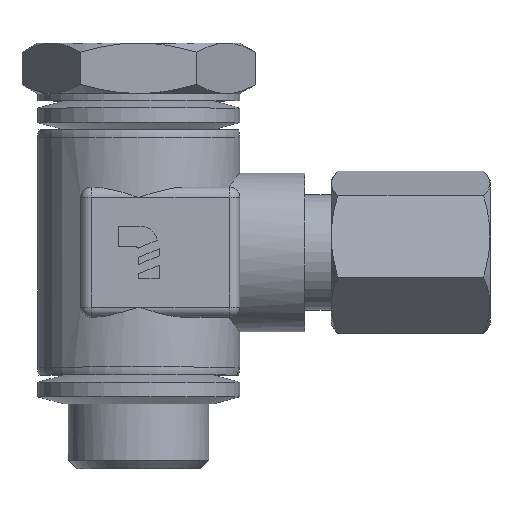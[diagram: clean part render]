
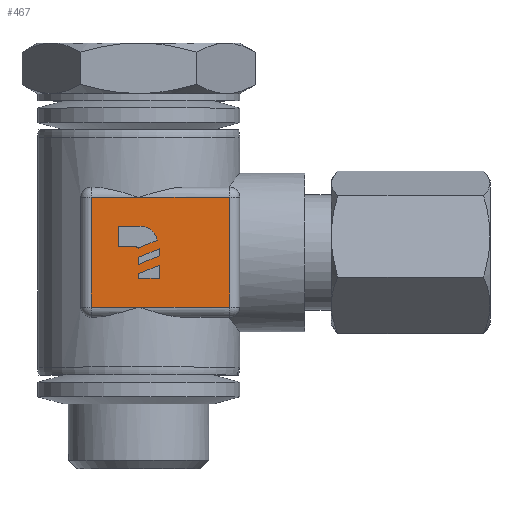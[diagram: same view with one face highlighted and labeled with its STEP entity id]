
A CAD part, top view. The second image highlights one B-rep face of the part: STEP entity #467.
In plain terms, the highlighted planar face has unit normal (0, 0, 1).
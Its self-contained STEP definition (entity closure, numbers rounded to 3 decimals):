
#467=ADVANCED_FACE('',(#1355,#1356,#1357,#1358),#1359,.T.);
#1355=FACE_OUTER_BOUND('',#7613,.T.);
#1356=FACE_BOUND('',#7614,.T.);
#1357=FACE_BOUND('',#7615,.T.);
#1358=FACE_BOUND('',#7616,.T.);
#1359=PLANE('',#7617);
#7613=EDGE_LOOP('',(#10958,#10959,#10960,#10961,#10962,#10963));
#7614=EDGE_LOOP('',(#10964,#10965,#10966,#10967));
#7615=EDGE_LOOP('',(#10968,#10969,#10970,#10971));
#7616=EDGE_LOOP('',(#10972,#10973,#10974,#10975,#10976,#10977));
#7617=AXIS2_PLACEMENT_3D('',#10978,#10979,#10980);
#10958=ORIENTED_EDGE('',*,*,#12175,.T.);
#10959=ORIENTED_EDGE('',*,*,#12174,.F.);
#10960=ORIENTED_EDGE('',*,*,#12173,.F.);
#10961=ORIENTED_EDGE('',*,*,#12172,.F.);
#10962=ORIENTED_EDGE('',*,*,#12171,.F.);
#10963=ORIENTED_EDGE('',*,*,#12170,.F.);
#10964=ORIENTED_EDGE('',*,*,#12169,.F.);
#10965=ORIENTED_EDGE('',*,*,#12168,.F.);
#10966=ORIENTED_EDGE('',*,*,#12166,.F.);
#10967=ORIENTED_EDGE('',*,*,#12164,.F.);
#10968=ORIENTED_EDGE('',*,*,#12161,.F.);
#10969=ORIENTED_EDGE('',*,*,#12160,.F.);
#10970=ORIENTED_EDGE('',*,*,#12158,.F.);
#10971=ORIENTED_EDGE('',*,*,#12156,.F.);
#10972=ORIENTED_EDGE('',*,*,#12179,.F.);
#10973=ORIENTED_EDGE('',*,*,#12182,.F.);
#10974=ORIENTED_EDGE('',*,*,#12185,.F.);
#10975=ORIENTED_EDGE('',*,*,#12186,.T.);
#10976=ORIENTED_EDGE('',*,*,#12187,.F.);
#10977=ORIENTED_EDGE('',*,*,#12188,.F.);
#10978=CARTESIAN_POINT('',(-4.0,-4.5,7.0));
#10979=DIRECTION('',(0.0,0.0,1.0));
#10980=DIRECTION('',(1.0,-0.0,0.0));
#12156=EDGE_CURVE('',#14151,#14149,#14153,.T.);
#12158=EDGE_CURVE('',#14149,#14154,#14156,.T.);
#12160=EDGE_CURVE('',#14154,#14157,#14159,.T.);
#12161=EDGE_CURVE('',#14157,#14151,#14160,.T.);
#12164=EDGE_CURVE('',#14163,#14161,#14165,.T.);
#12166=EDGE_CURVE('',#14161,#14166,#14168,.T.);
#12168=EDGE_CURVE('',#14166,#14169,#14171,.T.);
#12169=EDGE_CURVE('',#14169,#14163,#14172,.T.);
#12170=EDGE_CURVE('',#14146,#14139,#14173,.T.);
#12171=EDGE_CURVE('',#14139,#14123,#14174,.T.);
#12172=EDGE_CURVE('',#14123,#14126,#14175,.T.);
#12173=EDGE_CURVE('',#14126,#14135,#14176,.T.);
#12174=EDGE_CURVE('',#14135,#14142,#14177,.T.);
#12175=EDGE_CURVE('',#14146,#14142,#14178,.T.);
#12179=EDGE_CURVE('',#14184,#14179,#14186,.T.);
#12182=EDGE_CURVE('',#14189,#14184,#14191,.T.);
#12185=EDGE_CURVE('',#14194,#14189,#14196,.T.);
#12186=EDGE_CURVE('',#14194,#14197,#14198,.T.);
#12187=EDGE_CURVE('',#14199,#14197,#14200,.T.);
#12188=EDGE_CURVE('',#14179,#14199,#14201,.T.);
#14123=VERTEX_POINT('',#21281);
#14126=VERTEX_POINT('',#21284);
#14135=VERTEX_POINT('',#21295);
#14139=VERTEX_POINT('',#21318);
#14142=VERTEX_POINT('',#21339);
#14146=VERTEX_POINT('',#21344);
#14149=VERTEX_POINT('',#21347);
#14151=VERTEX_POINT('',#21350);
#14153=LINE('',#21353,#21354);
#14154=VERTEX_POINT('',#21355);
#14156=LINE('',#21358,#21359);
#14157=VERTEX_POINT('',#21360);
#14159=LINE('',#21363,#21364);
#14160=LINE('',#21365,#21366);
#14161=VERTEX_POINT('',#21367);
#14163=VERTEX_POINT('',#21370);
#14165=LINE('',#21373,#21374);
#14166=VERTEX_POINT('',#21375);
#14168=LINE('',#21378,#21379);
#14169=VERTEX_POINT('',#21380);
#14171=LINE('',#21383,#21384);
#14172=LINE('',#21385,#21386);
#14173=LINE('',#21387,#21388);
#14174=LINE('',#21389,#21390);
#14175=LINE('',#21391,#21392);
#14176=LINE('',#21393,#21394);
#14177=LINE('',#21395,#21396);
#14178=LINE('',#21397,#21398);
#14179=VERTEX_POINT('',#21399);
#14184=VERTEX_POINT('',#21406);
#14186=LINE('',#21409,#21410);
#14189=VERTEX_POINT('',#21413);
#14191=CIRCLE('',#21416,1.13);
#14194=VERTEX_POINT('',#21420);
#14196=LINE('',#21423,#21424);
#14197=VERTEX_POINT('',#21425);
#14198=CIRCLE('',#21426,0.3);
#14199=VERTEX_POINT('',#21427);
#14200=LINE('',#21428,#21429);
#14201=LINE('',#21430,#21431);
#21281=CARTESIAN_POINT('',(6.3,3.8,7.0));
#21284=CARTESIAN_POINT('',(6.3,-3.8,7.0));
#21295=CARTESIAN_POINT('',(0.0,-3.8,7.0));
#21318=CARTESIAN_POINT('',(0.0,3.8,7.0));
#21339=CARTESIAN_POINT('',(-3.3,-3.8,7.0));
#21344=CARTESIAN_POINT('',(-3.3,3.8,7.0));
#21347=CARTESIAN_POINT('',(1.43,0.243,7.0));
#21350=CARTESIAN_POINT('',(1.43,-0.245,7.0));
#21353=CARTESIAN_POINT('',(1.43,-0.245,7.0));
#21354=VECTOR('',#22928,0.488);
#21355=CARTESIAN_POINT('',(0.0,-0.357,7.0));
#21358=CARTESIAN_POINT('',(1.43,0.243,7.0));
#21359=VECTOR('',#22930,1.551);
#21360=CARTESIAN_POINT('',(0.0,-0.845,7.0));
#21363=CARTESIAN_POINT('',(0.0,-0.357,7.0));
#21364=VECTOR('',#22932,0.488);
#21365=CARTESIAN_POINT('',(0.0,-0.845,7.0));
#21366=VECTOR('',#22933,1.551);
#21367=CARTESIAN_POINT('',(1.43,-0.896,7.0));
#21370=CARTESIAN_POINT('',(1.43,-1.796,7.0));
#21373=CARTESIAN_POINT('',(1.43,-1.796,7.0));
#21374=VECTOR('',#22936,0.9);
#21375=CARTESIAN_POINT('',(0.0,-1.496,7.0));
#21378=CARTESIAN_POINT('',(1.43,-0.896,7.0));
#21379=VECTOR('',#22938,1.551);
#21380=CARTESIAN_POINT('',(0.0,-1.796,7.0));
#21383=CARTESIAN_POINT('',(0.0,-1.496,7.0));
#21384=VECTOR('',#22940,0.3);
#21385=CARTESIAN_POINT('',(0.0,-1.796,7.0));
#21386=VECTOR('',#22941,1.43);
#21387=CARTESIAN_POINT('',(-3.3,3.8,7.0));
#21388=VECTOR('',#22942,3.3);
#21389=CARTESIAN_POINT('',(0.0,3.8,7.0));
#21390=VECTOR('',#22943,6.3);
#21391=CARTESIAN_POINT('',(6.3,3.8,7.0));
#21392=VECTOR('',#22944,7.6);
#21393=CARTESIAN_POINT('',(6.3,-3.8,7.0));
#21394=VECTOR('',#22945,6.3);
#21395=CARTESIAN_POINT('',(0.0,-3.8,7.0));
#21396=VECTOR('',#22946,3.3);
#21397=CARTESIAN_POINT('',(-3.3,3.8,7.0));
#21398=VECTOR('',#22947,7.6);
#21399=CARTESIAN_POINT('',(-1.41,1.804,7.0));
#21406=CARTESIAN_POINT('',(0.165,1.804,7.0));
#21409=CARTESIAN_POINT('',(0.165,1.804,7.0));
#21410=VECTOR('',#22951,1.575);
#21413=CARTESIAN_POINT('',(1.284,0.832,7.0));
#21416=AXIS2_PLACEMENT_3D('',#22956,#22957,#22958);
#21420=CARTESIAN_POINT('',(0.0,0.293,7.0));
#21423=CARTESIAN_POINT('',(0.0,0.293,7.0));
#21424=VECTOR('',#22961,1.393);
#21425=CARTESIAN_POINT('',(-0.205,0.374,7.0));
#21426=AXIS2_PLACEMENT_3D('',#22962,#22963,#22964);
#21427=CARTESIAN_POINT('',(-1.41,0.374,7.0));
#21428=CARTESIAN_POINT('',(-1.41,0.374,7.0));
#21429=VECTOR('',#22965,1.205);
#21430=CARTESIAN_POINT('',(-1.41,1.804,7.0));
#21431=VECTOR('',#22966,1.43);
#22928=DIRECTION('',(0.0,1.0,0.0));
#22930=DIRECTION('',(-0.922,-0.387,0.0));
#22932=DIRECTION('',(0.0,-1.0,0.0));
#22933=DIRECTION('',(0.922,0.387,0.0));
#22936=DIRECTION('',(0.0,1.0,0.0));
#22938=DIRECTION('',(-0.922,-0.387,0.0));
#22940=DIRECTION('',(0.0,-1.0,0.0));
#22941=DIRECTION('',(1.0,0.0,0.0));
#22942=DIRECTION('',(1.0,0.0,0.0));
#22943=DIRECTION('',(1.0,0.0,0.0));
#22944=DIRECTION('',(0.0,-1.0,0.0));
#22945=DIRECTION('',(-1.0,0.0,0.0));
#22946=DIRECTION('',(-1.0,0.0,0.0));
#22947=DIRECTION('',(0.0,-1.0,0.0));
#22951=DIRECTION('',(-1.0,0.0,0.0));
#22956=CARTESIAN_POINT('',(0.165,0.674,7.0));
#22957=DIRECTION('',(0.0,-0.0,1.0));
#22958=DIRECTION('',(0.99,0.14,0.0));
#22961=DIRECTION('',(0.922,0.387,0.0));
#22962=CARTESIAN_POINT('',(-0.205,0.074,7.0));
#22963=DIRECTION('',(0.0,-0.0,1.0));
#22964=DIRECTION('',(0.682,0.731,0.0));
#22965=DIRECTION('',(1.0,0.0,0.0));
#22966=DIRECTION('',(0.0,-1.0,0.0));
